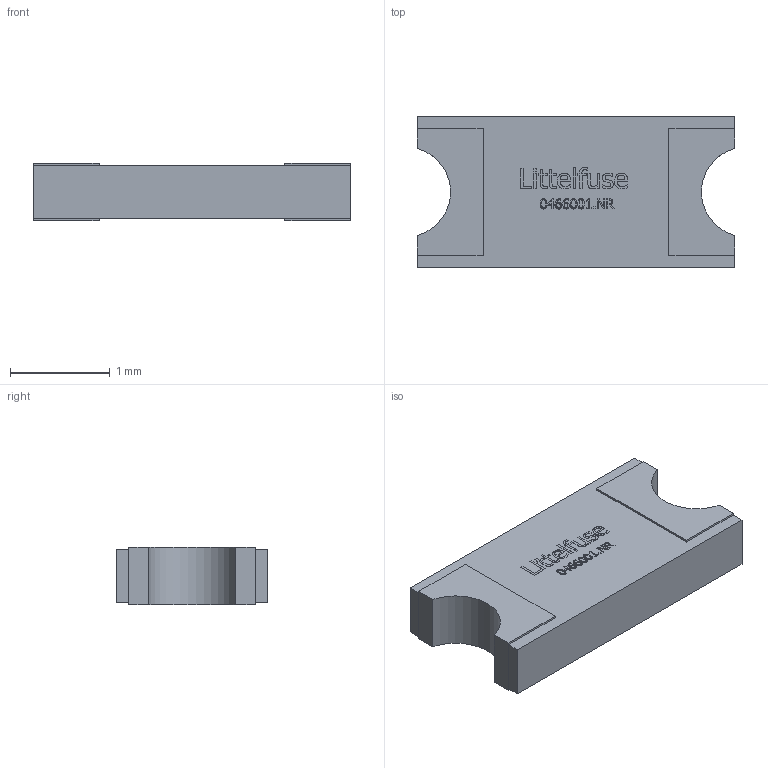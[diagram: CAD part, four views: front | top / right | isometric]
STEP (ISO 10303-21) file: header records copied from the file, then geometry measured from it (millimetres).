
FILE_DESCRIPTION(/* description */ (''),/* implementation_level */ '2;1');
FILE_NAME(/* name */ 'Littelfuse Inc 0466001.NR.stp',/* time_stamp */ '2019-03-11T21:54:36+02:00',/* author */ ('User_99'),/* organization */ (''),/* preprocessor_version */ 'ST-DEVELOPER v16.5',/* originating_system */ 'Autodesk Inventor 2017',/* authorisation */ '');
FILE_SCHEMA (('AUTOMOTIVE_DESIGN { 1 0 10303 214 3 1 1 }'));
Length unit declared in the file: millimetre
Products named in the file (4): Littelfuse Inc 0466001.NR; Part8; Part9; Part9_MIR2
Assembly tree (3 placements, depth 2):
  Littelfuse Inc 0466001.NR
    Part8
    Part9
    Part9_MIR2
Bounding box: 3.18 x 1.52 x 0.58 mm (x, y, z)
Volume: 2.4 mm3; surface area: 20.2 mm2
Topology: 3 solids, 3 shells, 337 faces, 903 edges, 602 vertices
Faces by surface type: plane 190, bspline 145, cylinder 2
Entity records: 11593 total; most frequent: CARTESIAN_POINT 3674, ORIENTED_EDGE 1806, DIRECTION 1055, EDGE_CURVE 903, LINE 609, VECTOR 609, VERTEX_POINT 602, EDGE_LOOP 367
